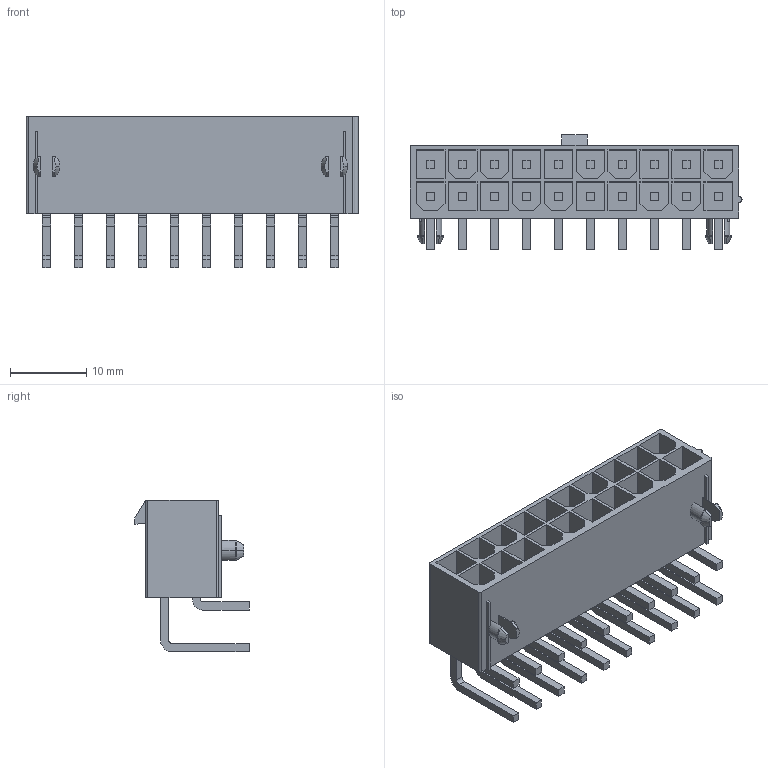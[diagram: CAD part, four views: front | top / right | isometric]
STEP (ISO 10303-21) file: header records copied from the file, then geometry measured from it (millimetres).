
FILE_DESCRIPTION(('STEP AP214'),'1');
FILE_NAME('39-30-1200.stp','2017-04-25T14:07:38',('TraceParts'),('TraceParts S.A.'),'Spatial InterOp 3D',' ',' ');
FILE_SCHEMA(('automotive_design'));
Length unit declared in the file: millimetre
Products named in the file (2): 39-30-1200_1; 1
Bounding box: 43.6 x 15 x 19.93 mm (x, y, z)
Volume: 3133.2 mm3; surface area: 6241.3 mm2
Topology: 1 solids, 1 shells, 482 faces, 1274 edges, 902 vertices
Faces by surface type: plane 412, cylinder 62, cone 8
Entity records: 14747 total; most frequent: CARTESIAN_POINT 2592, ORIENTED_EDGE 2456, DIRECTION 2414, EDGE_CURVE 1228, LINE 1086, VECTOR 1086, VERTEX_POINT 810, AXIS2_PLACEMENT_3D 664
